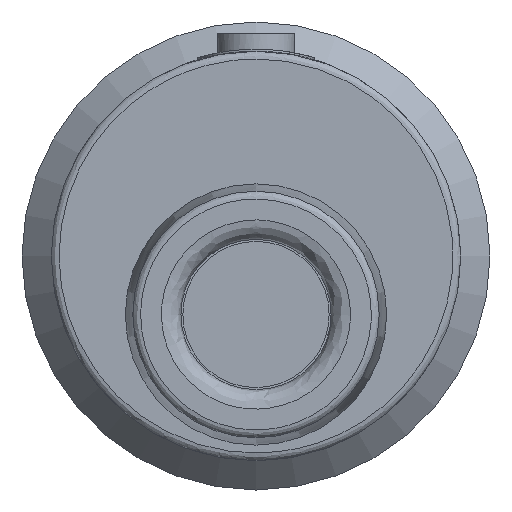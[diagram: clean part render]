
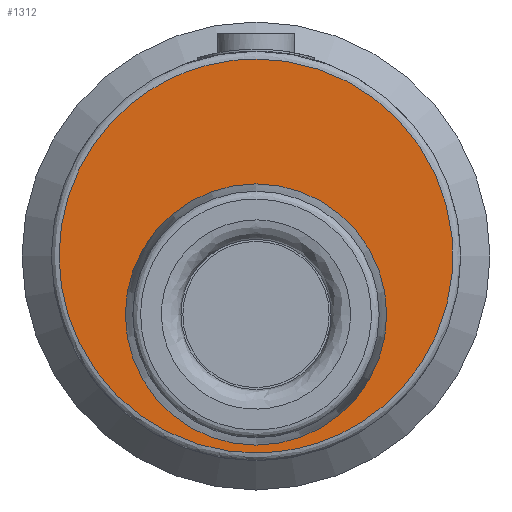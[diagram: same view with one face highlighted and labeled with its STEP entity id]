
A CAD part, left-side view. The second image highlights one B-rep face of the part: STEP entity #1312.
In plain terms, the highlighted face is planar.
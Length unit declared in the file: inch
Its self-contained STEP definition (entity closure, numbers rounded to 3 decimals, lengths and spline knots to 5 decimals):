
#107 = DIRECTION ( 'NONE',  ( 0., 1., 0. ) ) ;
#120 = CARTESIAN_POINT ( 'NONE',  ( 0., 0., 0.19882 ) ) ;
#188 = CIRCLE ( 'NONE', #237, 0.13189 ) ;
#205 = EDGE_LOOP ( 'NONE', ( #843 ) ) ;
#237 = AXIS2_PLACEMENT_3D ( 'NONE', #982, #1190, #1174 ) ;
#300 = VERTEX_POINT ( 'NONE', #1358 ) ;
#306 = VERTEX_POINT ( 'NONE', #428 ) ;
#321 = AXIS2_PLACEMENT_3D ( 'NONE', #860, #107, #1011 ) ;
#327 = FACE_OUTER_BOUND ( 'NONE', #205, .T. ) ;
#393 = EDGE_CURVE ( 'NONE', #306, #306, #188, .T. ) ;
#395 = CARTESIAN_POINT ( 'NONE',  ( 0., 0., -0.19882 ) ) ;
#428 = CARTESIAN_POINT ( 'NONE',  ( 0., 0., 0.07283 ) ) ;
#606 = FACE_BOUND ( 'NONE', #921, .T. ) ;
#638 = CARTESIAN_POINT ( 'NONE',  ( -0.39764, 0., -0.19882 ) ) ;
#772 = CARTESIAN_POINT ( 'NONE',  ( -0.39764, 0., 0.19882 ) ) ;
#840 =( BOUNDED_CURVE ( )  B_SPLINE_CURVE ( 3, ( #120, #1458, #894, #395, #638, #772, #1692 ),
 .UNSPECIFIED., .T., .T. ) 
 B_SPLINE_CURVE_WITH_KNOTS ( ( 4, 3, 4 ),
 ( 0., 0.5, 1. ),
 .UNSPECIFIED. ) 
 CURVE ( )  GEOMETRIC_REPRESENTATION_ITEM ( )  RATIONAL_B_SPLINE_CURVE ( ( 1., 0.333, 0.333, 1., 0.333, 0.333, 1. ) ) 
 REPRESENTATION_ITEM ( '' )  );
#843 = ORIENTED_EDGE ( 'NONE', *, *, #1645, .F. ) ;
#860 = CARTESIAN_POINT ( 'NONE',  ( 0., 0., 0. ) ) ;
#894 = CARTESIAN_POINT ( 'NONE',  ( 0.39764, 0., -0.19882 ) ) ;
#921 = EDGE_LOOP ( 'NONE', ( #1599 ) ) ;
#982 = CARTESIAN_POINT ( 'NONE',  ( 0., 0., -0.05906 ) ) ;
#1011 = DIRECTION ( 'NONE',  ( 0., 0., 1. ) ) ;
#1174 = DIRECTION ( 'NONE',  ( 0., 0., 1. ) ) ;
#1190 = DIRECTION ( 'NONE',  ( 0., -1., 0. ) ) ;
#1312 = ADVANCED_FACE ( 'NONE', ( #606, #327 ), #1668, .F. ) ;
#1358 = CARTESIAN_POINT ( 'NONE',  ( 0., 0., 0.19882 ) ) ;
#1458 = CARTESIAN_POINT ( 'NONE',  ( 0.39764, 0., 0.19882 ) ) ;
#1599 = ORIENTED_EDGE ( 'NONE', *, *, #393, .F. ) ;
#1645 = EDGE_CURVE ( 'NONE', #300, #300, #840, .T. ) ;
#1668 = PLANE ( 'NONE',  #321 ) ;
#1692 = CARTESIAN_POINT ( 'NONE',  ( 0., 0., 0.19882 ) ) ;
